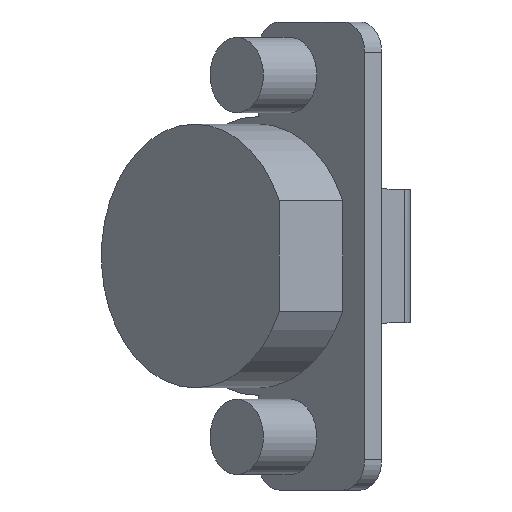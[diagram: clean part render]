
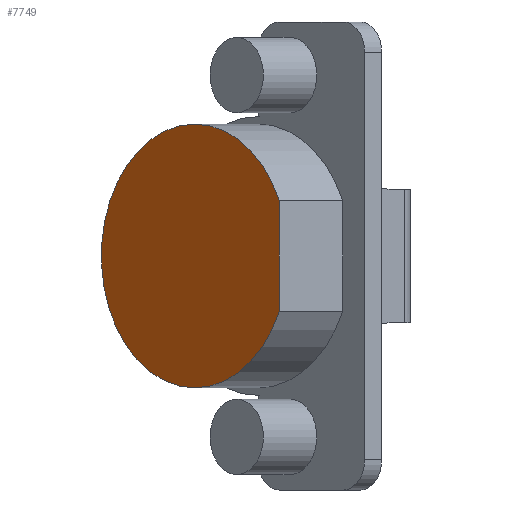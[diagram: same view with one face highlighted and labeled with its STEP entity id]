
A CAD part, front view. The second image highlights one B-rep face of the part: STEP entity #7749.
In plain terms, the highlighted planar face has unit normal (-0.707, -0.707, 0).
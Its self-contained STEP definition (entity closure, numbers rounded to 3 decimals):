
#2476=DIRECTION('',(0.,0.,-1.));
#2477=VECTOR('',#2476,14.642);
#2478=CARTESIAN_POINT('',(14.991,-31.82,7.321));
#2479=LINE('',#2478,#2477);
#2483=CARTESIAN_POINT('',(3.751,-20.58,0.));
#2484=DIRECTION('',(0.707,0.707,0.));
#2485=DIRECTION('',(0.642,-0.642,-0.418));
#2486=AXIS2_PLACEMENT_3D('',#2483,#2484,#2485);
#2491=CARTESIAN_POINT('',(3.751,-20.58,0.));
#2492=DIRECTION('',(0.707,0.707,0.));
#2493=DIRECTION('',(0.,0.,-1.));
#2494=AXIS2_PLACEMENT_3D('',#2491,#2492,#2493);
#2499=CARTESIAN_POINT('',(3.751,-20.58,0.));
#2500=DIRECTION('',(0.707,0.707,0.));
#2501=DIRECTION('',(-0.642,0.642,0.418));
#2502=AXIS2_PLACEMENT_3D('',#2499,#2500,#2501);
#2507=CARTESIAN_POINT('',(3.751,-20.58,0.));
#2508=DIRECTION('',(0.707,0.707,0.));
#2509=DIRECTION('',(0.,0.,1.));
#2510=AXIS2_PLACEMENT_3D('',#2507,#2508,#2509);
#5949=CARTESIAN_POINT('',(14.991,-31.82,7.321));
#5950=VERTEX_POINT('',#5949);
#5951=CARTESIAN_POINT('',(14.991,-31.82,
-7.321));
#5952=CARTESIAN_POINT('',(3.751,-20.58,-17.5));
#5953=VERTEX_POINT('',#5951);
#5954=VERTEX_POINT('',#5952);
#5955=CARTESIAN_POINT('',(-7.488,-9.341,
7.321));
#5956=VERTEX_POINT('',#5955);
#5957=CARTESIAN_POINT('',(3.751,-20.58,17.5));
#5958=VERTEX_POINT('',#5957);
#7737=CARTESIAN_POINT('',(3.751,-20.58,0.));
#7738=DIRECTION('',(-0.707,-0.707,0.));
#7739=DIRECTION('',(-0.707,0.707,0.));
#7740=AXIS2_PLACEMENT_3D('',#7737,#7738,#7739);
#7741=PLANE('',#7740);
#7742=ORIENTED_EDGE('',*,*,#7729,.T.);
#7743=ORIENTED_EDGE('',*,*,#7657,.T.);
#7744=ORIENTED_EDGE('',*,*,#7655,.T.);
#7745=ORIENTED_EDGE('',*,*,#7653,.T.);
#7746=ORIENTED_EDGE('',*,*,#7651,.T.);
#7747=EDGE_LOOP('',(#7742,#7743,#7744,#7745,#7746));
#7748=FACE_OUTER_BOUND('',#7747,.F.);
#2487=CIRCLE('',#2486,17.5);
#2495=CIRCLE('',#2494,17.5);
#2503=CIRCLE('',#2502,17.5);
#2511=CIRCLE('',#2510,17.5);
#7651=EDGE_CURVE('',#5958,#5950,#2511,.T.);
#7653=EDGE_CURVE('',#5956,#5958,#2503,.T.);
#7655=EDGE_CURVE('',#5954,#5956,#2495,.T.);
#7657=EDGE_CURVE('',#5953,#5954,#2487,.T.);
#7729=EDGE_CURVE('',#5950,#5953,#2479,.T.);
#7749=ADVANCED_FACE('',(#7748),#7741,.T.);
